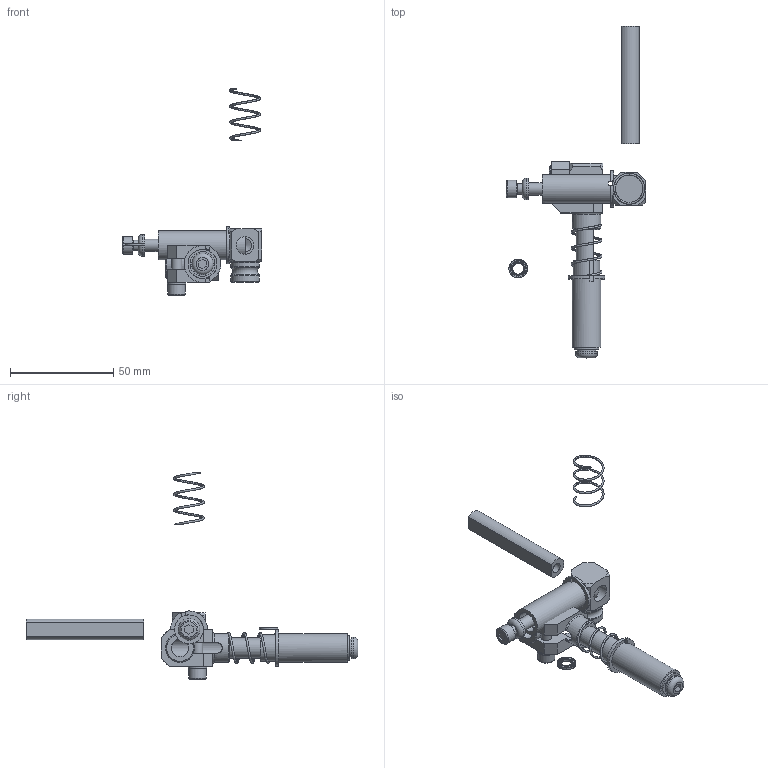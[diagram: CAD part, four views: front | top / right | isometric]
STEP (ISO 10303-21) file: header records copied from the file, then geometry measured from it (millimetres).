
FILE_DESCRIPTION( ( 'Unknown' ), '1' );
FILE_NAME( 'CA.GGV.14181815.stp', 'Unknown', ( 'Unknown' ), ( 'Unknown' ), 'PSStep 13.0', 'Unknown', ' ' );
FILE_SCHEMA( ( 'AUTOMOTIVE_DESIGN { 1 0 10303 214 1 1 1 1 }' ) );
Length unit declared in the file: millimetre
Products named in the file (11): Assem1; GGB.14.18.18; R.5.SCH; V-tcei M  5 x 18; GGVE.14.2; M.15X40; R.6; R.6.SCH; V.TBCE6X12.BUTT; SSN.14201818.1; GGVE.14.15
Bounding box: 67.5 x 160.94 x 99.95 mm (x, y, z)
Volume: 29412.8 mm3; surface area: 27587.6 mm2
Topology: 16 solids, 20 shells, 1018 faces, 2924 edges, 1938 vertices
Faces by surface type: plane 912, cylinder 66, cone 22, torus 16, bspline 2
Full cylindrical faces by diameter (mm): 4.134 x2, 4.5 x4, 4.917 x4, 5 x2, 5.2 x2, 5.3 x2, 6 x4, 6.2 x2, 6.3 x2, 8.5 x2, 8.566 x4, 9 x4, 10 x2, 10.2 x2, 10.5 x2, 12 x2, 13.95 x4, 14 x4
Entity records: 21684 total; most frequent: CARTESIAN_POINT 4120, DIRECTION 2878, ORIENTED_EDGE 2798, EDGE_CURVE 1399, AXIS2_PLACEMENT_3D 982, VERTEX_POINT 949, LINE 914, VECTOR 914
